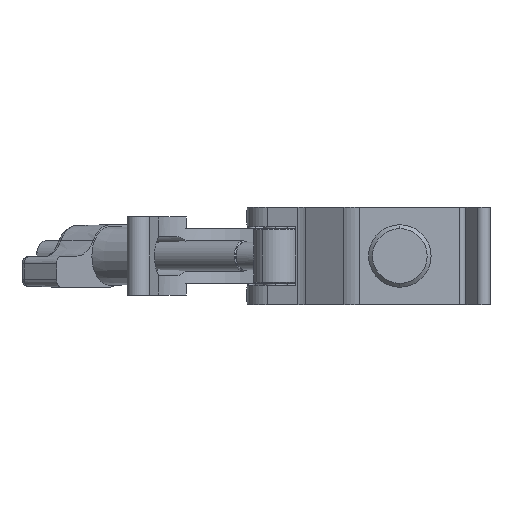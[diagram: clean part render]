
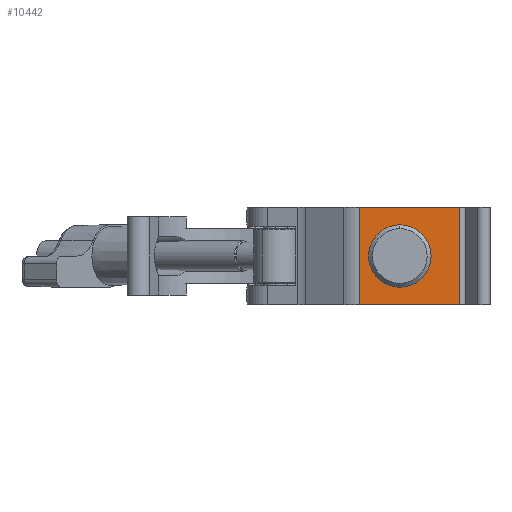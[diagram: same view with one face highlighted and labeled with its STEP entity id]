
A CAD part, front view. The second image highlights one B-rep face of the part: STEP entity #10442.
In plain terms, the highlighted planar face has unit normal (0, -1, 0).
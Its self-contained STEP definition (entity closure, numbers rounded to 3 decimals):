
#301 = VERTEX_POINT ( 'NONE', #4696 ) ;
#929 = DIRECTION ( 'NONE',  ( 0., 1., 0. ) ) ;
#1035 = ORIENTED_EDGE ( 'NONE', *, *, #11325, .T. ) ;
#1248 = CARTESIAN_POINT ( 'NONE',  ( 33.499, 0., -12.45 ) ) ;
#1498 = LINE ( 'NONE', #11069, #7972 ) ;
#1625 = DIRECTION ( 'NONE',  ( 0., 1., 0. ) ) ;
#1752 = ORIENTED_EDGE ( 'NONE', *, *, #8653, .F. ) ;
#2001 = VERTEX_POINT ( 'NONE', #10238 ) ;
#2154 = CARTESIAN_POINT ( 'NONE',  ( 23.097, 0., 0. ) ) ;
#2335 = AXIS2_PLACEMENT_3D ( 'NONE', #7290, #1625, #14209 ) ;
#2634 = EDGE_CURVE ( 'NONE', #6631, #2001, #3261, .T. ) ;
#2847 = ORIENTED_EDGE ( 'NONE', *, *, #8405, .T. ) ;
#2879 = VECTOR ( 'NONE', #11724, 1000. ) ;
#3261 = CIRCLE ( 'NONE', #2335, 5.25 ) ;
#3716 = DIRECTION ( 'NONE',  ( -1., 0., 0. ) ) ;
#4696 = CARTESIAN_POINT ( 'NONE',  ( 33.499, 0., 12.45 ) ) ;
#5019 = CARTESIAN_POINT ( 'NONE',  ( 7.747, 0., -12.45 ) ) ;
#5230 = CARTESIAN_POINT ( 'NONE',  ( 7.747, 0., 12.45 ) ) ;
#5362 = EDGE_LOOP ( 'NONE', ( #1035, #13503, #1752, #7778 ) ) ;
#5793 = ORIENTED_EDGE ( 'NONE', *, *, #2634, .T. ) ;
#5928 = CARTESIAN_POINT ( 'NONE',  ( 7.747, 0., 12.45 ) ) ;
#6588 = CARTESIAN_POINT ( 'NONE',  ( 7.747, 0., 12.45 ) ) ;
#6631 = VERTEX_POINT ( 'NONE', #9699 ) ;
#7092 = DIRECTION ( 'NONE',  ( 1., 0., 0. ) ) ;
#7207 = CARTESIAN_POINT ( 'NONE',  ( 7.747, 0., 12.45 ) ) ;
#7290 = CARTESIAN_POINT ( 'NONE',  ( 23.097, 0., 0. ) ) ;
#7317 = VERTEX_POINT ( 'NONE', #5230 ) ;
#7778 = ORIENTED_EDGE ( 'NONE', *, *, #8379, .T. ) ;
#7879 = VECTOR ( 'NONE', #8889, 1000. ) ;
#7972 = VECTOR ( 'NONE', #12282, 1000. ) ;
#8379 = EDGE_CURVE ( 'NONE', #7317, #9805, #14033, .T. ) ;
#8405 = EDGE_CURVE ( 'NONE', #2001, #6631, #10975, .T. ) ;
#8653 = EDGE_CURVE ( 'NONE', #7317, #301, #10955, .T. ) ;
#8774 = AXIS2_PLACEMENT_3D ( 'NONE', #7207, #13960, #3716 ) ;
#8889 = DIRECTION ( 'NONE',  ( 0., 0., -1. ) ) ;
#9135 = DIRECTION ( 'NONE',  ( 0., 0., -1. ) ) ;
#9699 = CARTESIAN_POINT ( 'NONE',  ( 23.097, 0., -5.25 ) ) ;
#9711 = VERTEX_POINT ( 'NONE', #1248 ) ;
#9805 = VERTEX_POINT ( 'NONE', #5019 ) ;
#10238 = CARTESIAN_POINT ( 'NONE',  ( 23.097, 0., 5.25 ) ) ;
#10341 = CARTESIAN_POINT ( 'NONE',  ( 7.747, 0., -12.45 ) ) ;
#10442 = ADVANCED_FACE ( 'NONE', ( #10729, #12016 ), #10462, .F. ) ;
#10462 = PLANE ( 'NONE',  #8774 ) ;
#10556 = AXIS2_PLACEMENT_3D ( 'NONE', #2154, #929, #9135 ) ;
#10729 = FACE_BOUND ( 'NONE', #12583, .T. ) ;
#10955 = LINE ( 'NONE', #5928, #2879 ) ;
#10975 = CIRCLE ( 'NONE', #10556, 5.25 ) ;
#11069 = CARTESIAN_POINT ( 'NONE',  ( 33.499, 0., 12.45 ) ) ;
#11325 = EDGE_CURVE ( 'NONE', #9805, #9711, #14867, .T. ) ;
#11724 = DIRECTION ( 'NONE',  ( 1., 0., 0. ) ) ;
#12016 = FACE_OUTER_BOUND ( 'NONE', #5362, .T. ) ;
#12282 = DIRECTION ( 'NONE',  ( 0., 0., -1. ) ) ;
#12583 = EDGE_LOOP ( 'NONE', ( #5793, #2847 ) ) ;
#13503 = ORIENTED_EDGE ( 'NONE', *, *, #13925, .F. ) ;
#13925 = EDGE_CURVE ( 'NONE', #301, #9711, #1498, .T. ) ;
#13960 = DIRECTION ( 'NONE',  ( 0., 1., 0. ) ) ;
#13972 = VECTOR ( 'NONE', #7092, 1000. ) ;
#14033 = LINE ( 'NONE', #6588, #7879 ) ;
#14209 = DIRECTION ( 'NONE',  ( 0., 0., -1. ) ) ;
#14867 = LINE ( 'NONE', #10341, #13972 ) ;
